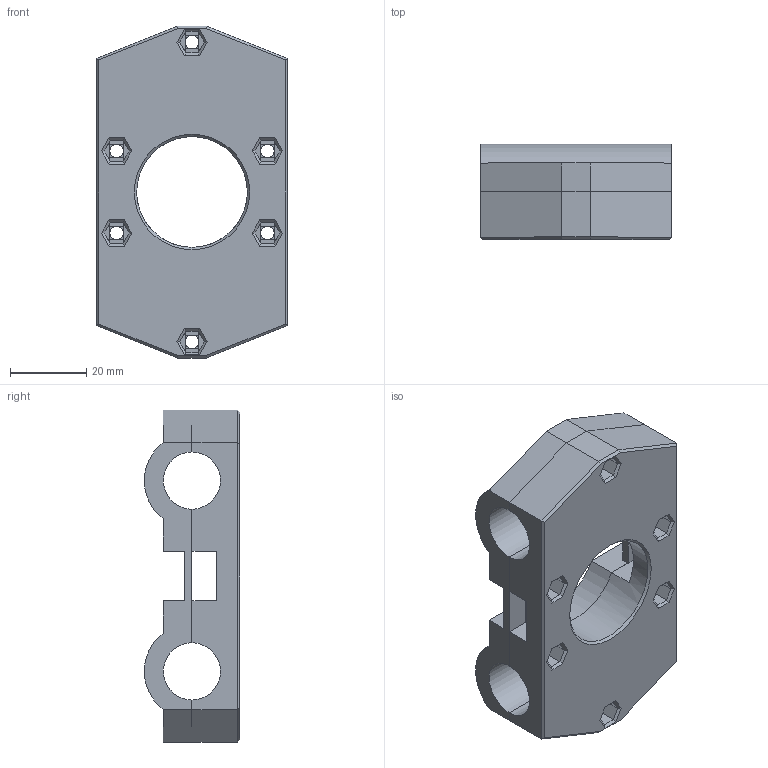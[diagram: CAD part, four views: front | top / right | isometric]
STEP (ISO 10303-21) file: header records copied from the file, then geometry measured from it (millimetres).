
FILE_DESCRIPTION(/* description */ ('STEP AP242','CAx-IF Rec.Pracs.---Representation and Presentation of Product Manufacturing Information (PMI)---4.0---2014-10-13','CAx-IF Rec.Pracs.---3D Tessellated Geometry---0.4---2014-09-14','2;1'),/* implementation_level */ '2;1');
FILE_NAME(/* name */ '65df195a51e54614800ef1ba',/* time_stamp */ '2024-02-28T11:30:34Z',/* author */ (''),/* organization */ (''),/* preprocessor_version */ 'ST-DEVELOPER v19.4',/* originating_system */ ' ',/* authorisation */ ' ');
FILE_SCHEMA (('AP242_MANAGED_MODEL_BASED_3D_ENGINEERING_MIM_LF { 1 0 10303 442 1 1 4 }'));
Length unit declared in the file: metre
Products named in the file (2): Bottom; Top
Bounding box: 50 x 24.96 x 87 mm (x, y, z)
Volume: 49576.4 mm3; surface area: 22951.2 mm2
Topology: 2 solids, 2 shells, 228 faces, 586 edges, 366 vertices
Faces by surface type: plane 200, cylinder 27, cone 1
Full cylindrical faces by diameter (mm): 3.5 x12, 6.5 x6, 29 x1
Entity records: 6703 total; most frequent: CARTESIAN_POINT 1150, ORIENTED_EDGE 1120, DIRECTION 1096, EDGE_CURVE 560, LINE 484, VECTOR 484, VERTEX_POINT 360, AXIS2_PLACEMENT_3D 306
